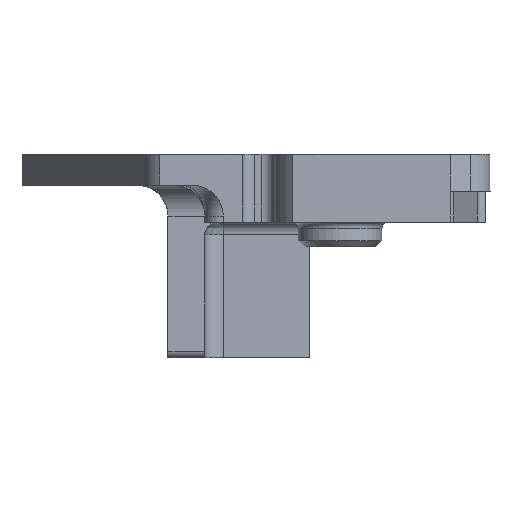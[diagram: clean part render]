
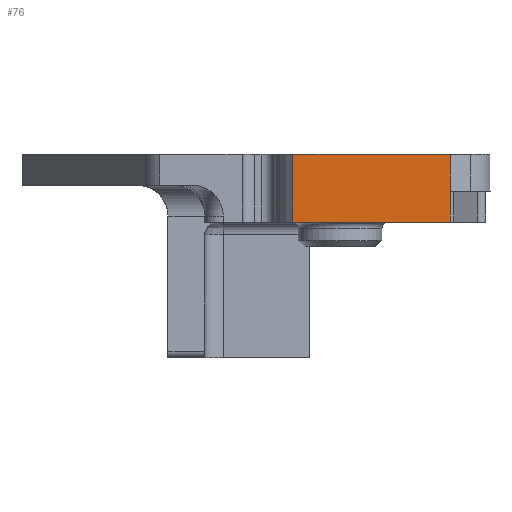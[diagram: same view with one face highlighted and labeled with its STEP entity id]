
A CAD part, front view. The second image highlights one B-rep face of the part: STEP entity #76.
In plain terms, the highlighted planar face has unit normal (0, -1, 0).
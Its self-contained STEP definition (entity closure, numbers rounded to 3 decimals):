
#76 = ADVANCED_FACE( '', ( #154 ), #155, .T. );
#154 = FACE_OUTER_BOUND( '', #321, .T. );
#155 = PLANE( '', #322 );
#321 = EDGE_LOOP( '', ( #526, #527, #528, #529, #530, #531 ) );
#322 = AXIS2_PLACEMENT_3D( '', #532, #533, #534 );
#526 = ORIENTED_EDGE( '', *, *, #1068, .F. );
#527 = ORIENTED_EDGE( '', *, *, #1069, .T. );
#528 = ORIENTED_EDGE( '', *, *, #1070, .T. );
#529 = ORIENTED_EDGE( '', *, *, #1071, .F. );
#530 = ORIENTED_EDGE( '', *, *, #1046, .T. );
#531 = ORIENTED_EDGE( '', *, *, #1072, .F. );
#532 = CARTESIAN_POINT( '', ( 26., -20.875, 11. ) );
#533 = DIRECTION( '', ( 0., -1., 0. ) );
#534 = DIRECTION( '', ( 0., 0., -1. ) );
#1046 = EDGE_CURVE( '', #1220, #1217, #1221, .T. );
#1068 = EDGE_CURVE( '', #1263, #1264, #1265, .T. );
#1069 = EDGE_CURVE( '', #1263, #1266, #1267, .T. );
#1070 = EDGE_CURVE( '', #1266, #1268, #1269, .T. );
#1071 = EDGE_CURVE( '', #1220, #1268, #1270, .T. );
#1072 = EDGE_CURVE( '', #1264, #1217, #1271, .F. );
#1217 = VERTEX_POINT( '', #1508 );
#1220 = VERTEX_POINT( '', #1511 );
#1221 = LINE( '', #1512, #1513 );
#1263 = VERTEX_POINT( '', #1563 );
#1264 = VERTEX_POINT( '', #1564 );
#1265 = LINE( '', #1565, #1566 );
#1266 = VERTEX_POINT( '', #1567 );
#1267 = LINE( '', #1568, #1569 );
#1268 = VERTEX_POINT( '', #1570 );
#1269 = LINE( '', #1571, #1572 );
#1270 = LINE( '', #1573, #1574 );
#1271 = LINE( '', #1575, #1576 );
#1508 = CARTESIAN_POINT( '', ( 5.32, -20.875, 11. ) );
#1511 = CARTESIAN_POINT( '', ( 30.944, -20.875, 11. ) );
#1512 = CARTESIAN_POINT( '', ( 26., -20.875, 11. ) );
#1513 = VECTOR( '', #1965, 1000. );
#1563 = CARTESIAN_POINT( '', ( 30.926, -20.875, 0. ) );
#1564 = CARTESIAN_POINT( '', ( 5.32, -20.875, 0. ) );
#1565 = CARTESIAN_POINT( '', ( 26., -20.875, 0. ) );
#1566 = VECTOR( '', #2013, 1000. );
#1567 = CARTESIAN_POINT( '', ( 30.926, -20.875, 5. ) );
#1568 = CARTESIAN_POINT( '', ( 30.926, -20.875, -114.36 ) );
#1569 = VECTOR( '', #2014, 1000. );
#1570 = CARTESIAN_POINT( '', ( 30.944, -20.875, 5. ) );
#1571 = CARTESIAN_POINT( '', ( 26., -20.875, 5. ) );
#1572 = VECTOR( '', #2015, 1000. );
#1573 = CARTESIAN_POINT( '', ( 30.944, -20.875, 11. ) );
#1574 = VECTOR( '', #2016, 1000. );
#1575 = CARTESIAN_POINT( '', ( 5.32, -20.875, 122.624 ) );
#1576 = VECTOR( '', #2017, 1000. );
#1965 = DIRECTION( '', ( -1., 0., 0. ) );
#2013 = DIRECTION( '', ( -1., 0., 0. ) );
#2014 = DIRECTION( '', ( 0., 0., 1. ) );
#2015 = DIRECTION( '', ( 1., 0., 0. ) );
#2016 = DIRECTION( '', ( 0., 0., -1. ) );
#2017 = DIRECTION( '', ( 0., 0., -1. ) );
